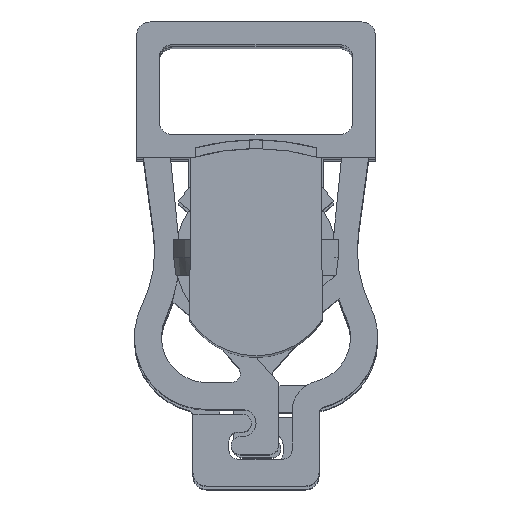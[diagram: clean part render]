
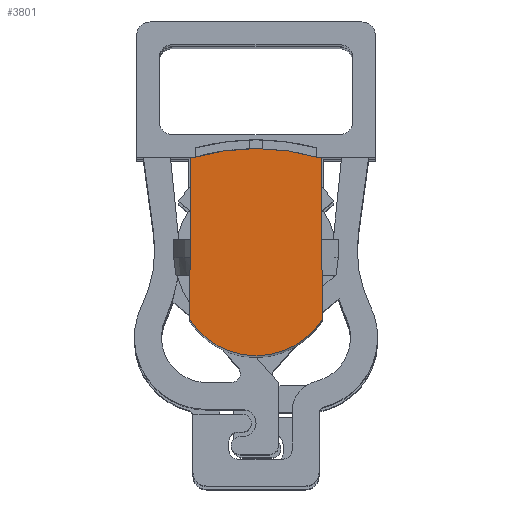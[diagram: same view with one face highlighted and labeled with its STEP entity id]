
A CAD part, top view. The second image highlights one B-rep face of the part: STEP entity #3801.
In plain terms, the highlighted planar face has unit normal (0, 0, 1).
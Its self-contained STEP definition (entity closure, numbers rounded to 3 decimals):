
#122=CIRCLE('',#3999,5.);
#139=CIRCLE('',#4026,1.75);
#342=ORIENTED_EDGE('',*,*,#1249,.T.);
#343=ORIENTED_EDGE('',*,*,#1260,.T.);
#344=ORIENTED_EDGE('',*,*,#1259,.T.);
#345=ORIENTED_EDGE('',*,*,#1203,.T.);
#1203=EDGE_CURVE('',#1668,#1667,#122,.T.);
#1249=EDGE_CURVE('',#1667,#1704,#1995,.T.);
#1259=EDGE_CURVE('',#1710,#1668,#2005,.T.);
#1260=EDGE_CURVE('',#1704,#1710,#139,.T.);
#1667=VERTEX_POINT('',#5347);
#1668=VERTEX_POINT('',#5349);
#1704=VERTEX_POINT('',#5438);
#1710=VERTEX_POINT('',#5452);
#1995=LINE('',#5439,#2313);
#2005=LINE('',#5459,#2323);
#2313=VECTOR('',#4433,1000.);
#2323=VECTOR('',#4445,1000.);
#2611=EDGE_LOOP('',(#342,#343,#344,#345));
#2823=FACE_BOUND('',#2611,.T.);
#3028=PLANE('',#4028);
#3801=ADVANCED_FACE('',(#2823),#3028,.T.);
#3999=AXIS2_PLACEMENT_3D('',#5348,#4354,#4355);
#4026=AXIS2_PLACEMENT_3D('',#5461,#4448,#4449);
#4028=AXIS2_PLACEMENT_3D('',#5463,#4452,#4453);
#4354=DIRECTION('',(0.,0.,1.));
#4355=DIRECTION('',(1.,0.,0.));
#4433=DIRECTION('',(-0.009,-1.,0.));
#4445=DIRECTION('',(-0.009,1.,0.));
#4448=DIRECTION('',(0.,0.,1.));
#4449=DIRECTION('',(1.,0.,0.));
#4452=DIRECTION('',(0.,0.,1.));
#4453=DIRECTION('',(1.,0.,0.));
#5347=CARTESIAN_POINT('',(-1.444,4.387,20.95));
#5348=CARTESIAN_POINT('',(0.,-0.4,20.95));
#5349=CARTESIAN_POINT('',(1.444,4.387,20.95));
#5438=CARTESIAN_POINT('',(-1.475,0.808,20.95));
#5439=CARTESIAN_POINT('',(-1.444,4.387,20.95));
#5452=CARTESIAN_POINT('',(1.475,0.808,20.95));
#5459=CARTESIAN_POINT('',(1.475,0.808,20.95));
#5461=CARTESIAN_POINT('',(0.,1.75,20.95));
#5463=CARTESIAN_POINT('',(0.,1.75,20.95));
